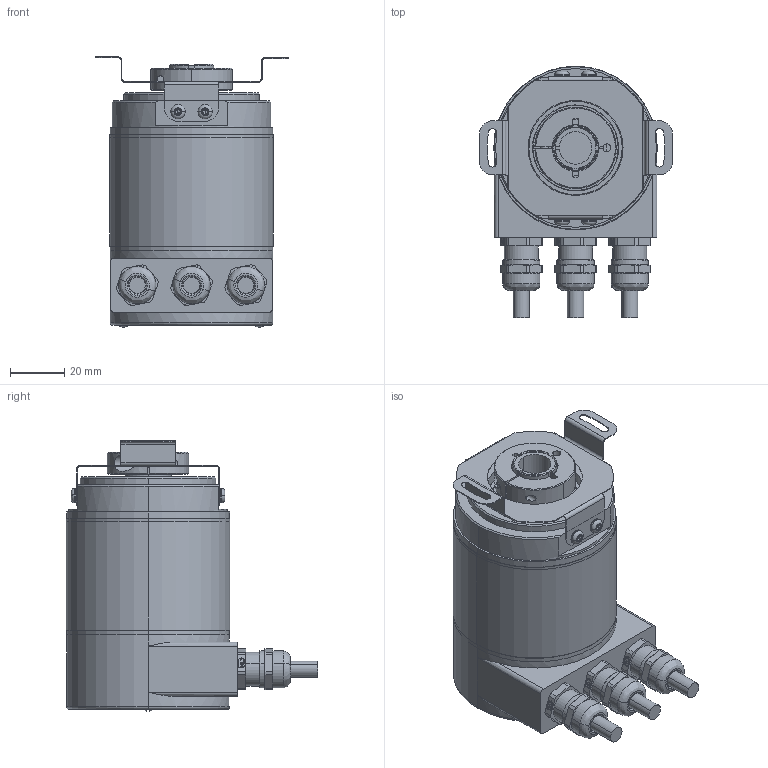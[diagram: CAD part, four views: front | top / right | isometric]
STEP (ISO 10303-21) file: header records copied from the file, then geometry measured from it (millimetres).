
FILE_DESCRIPTION (( 'STEP AP214' ), '1' );
FILE_NAME ('OCD-D2C1B-1213-B12V-H3P.STEP', '2020-06-04T12:19:29', ( '' ), ( '' ), 'SwSTEP 2.0', 'SolidWorks 2019', '' );
FILE_SCHEMA (( 'AUTOMOTIVE_DESIGN' ));
Length unit declared in the file: millimetre
Products named in the file (1): OCD-D2C1B-1213-B12V-H3P
Bounding box: 71.24 x 92.65 x 99.63 mm (x, y, z)
Surface area: 65969.4 mm2 (no closed solid volume)
Topology: 0 solids, 34 shells, 839 faces, 2301 edges, 1522 vertices
Faces by surface type: cylinder 298, plane 270, cone 179, torus 76, bspline 16
Entity records: 38065 total; most frequent: CARTESIAN_POINT 7208, DIRECTION 4743, ORIENTED_EDGE 4240, EDGE_CURVE 2281, AXIS2_PLACEMENT_3D 1888, VERTEX_POINT 1522, CIRCLE 1064, LINE 967
